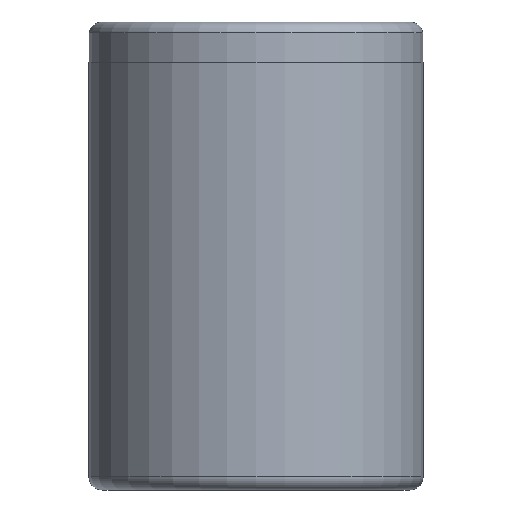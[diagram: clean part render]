
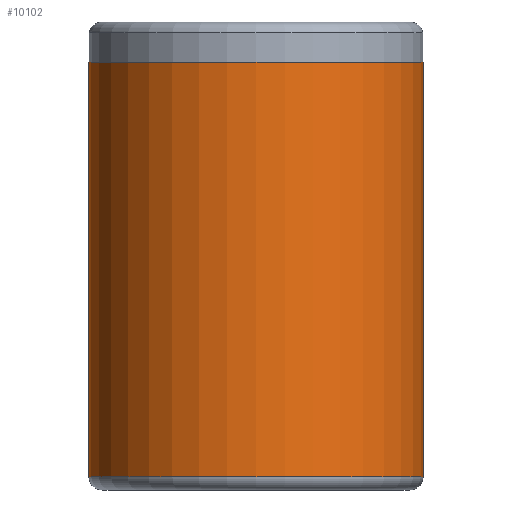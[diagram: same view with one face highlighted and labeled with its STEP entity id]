
A CAD part, front view. The second image highlights one B-rep face of the part: STEP entity #10102.
In plain terms, the highlighted cylindrical face has radius 12.5 mm (diameter 25 mm), a partial arc.
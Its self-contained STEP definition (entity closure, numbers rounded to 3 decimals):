
#352 = ORIENTED_EDGE ( 'NONE', *, *, #3130, .T. ) ;
#733 = VERTEX_POINT ( 'NONE', #6544 ) ;
#1089 = VECTOR ( 'NONE', #1223, 1000. ) ;
#1223 = DIRECTION ( 'NONE',  ( 0., 0., -1. ) ) ;
#1246 = ORIENTED_EDGE ( 'NONE', *, *, #4501, .F. ) ;
#1440 = EDGE_CURVE ( 'NONE', #4598, #733, #3654, .T. ) ;
#1590 = AXIS2_PLACEMENT_3D ( 'NONE', #3050, #9869, #4017 ) ;
#1951 = EDGE_LOOP ( 'NONE', ( #1246, #11119, #11172, #352 ) ) ;
#2216 = CARTESIAN_POINT ( 'NONE',  ( 12.5, 0., 1. ) ) ;
#2250 = DIRECTION ( 'NONE',  ( 0., 0., -1. ) ) ;
#2289 = VERTEX_POINT ( 'NONE', #2216 ) ;
#2563 = VECTOR ( 'NONE', #2250, 1000. ) ;
#3050 = CARTESIAN_POINT ( 'NONE',  ( 0., 0., 1. ) ) ;
#3130 = EDGE_CURVE ( 'NONE', #733, #2289, #4246, .T. ) ;
#3141 = CARTESIAN_POINT ( 'NONE',  ( 0., 0., 32. ) ) ;
#3654 = LINE ( 'NONE', #8004, #1089 ) ;
#3904 = CIRCLE ( 'NONE', #4620, 12.5 ) ;
#4017 = DIRECTION ( 'NONE',  ( 1., 0., 0. ) ) ;
#4126 = DIRECTION ( 'NONE',  ( 1., 0., 0. ) ) ;
#4144 = CARTESIAN_POINT ( 'NONE',  ( 12.5, 0., 35. ) ) ;
#4246 = CIRCLE ( 'NONE', #1590, 12.5 ) ;
#4501 = EDGE_CURVE ( 'NONE', #8580, #2289, #10647, .T. ) ;
#4598 = VERTEX_POINT ( 'NONE', #10670 ) ;
#4620 = AXIS2_PLACEMENT_3D ( 'NONE', #3141, #9971, #4126 ) ;
#5862 = DIRECTION ( 'NONE',  ( 0., 0., -1. ) ) ;
#5940 = DIRECTION ( 'NONE',  ( -1., 0., 0. ) ) ;
#6244 = EDGE_CURVE ( 'NONE', #4598, #8580, #3904, .T. ) ;
#6366 = CYLINDRICAL_SURFACE ( 'NONE', #9372, 12.5 ) ;
#6544 = CARTESIAN_POINT ( 'NONE',  ( -12.5, 0., 1. ) ) ;
#8004 = CARTESIAN_POINT ( 'NONE',  ( -12.5, 0., 35. ) ) ;
#8580 = VERTEX_POINT ( 'NONE', #10637 ) ;
#9372 = AXIS2_PLACEMENT_3D ( 'NONE', #10796, #5862, #5940 ) ;
#9869 = DIRECTION ( 'NONE',  ( 0., 0., 1. ) ) ;
#9971 = DIRECTION ( 'NONE',  ( 0., 0., 1. ) ) ;
#10102 = ADVANCED_FACE ( 'NONE', ( #11564 ), #6366, .T. ) ;
#10637 = CARTESIAN_POINT ( 'NONE',  ( 12.5, 0., 32. ) ) ;
#10647 = LINE ( 'NONE', #4144, #2563 ) ;
#10670 = CARTESIAN_POINT ( 'NONE',  ( -12.5, 0., 32. ) ) ;
#10796 = CARTESIAN_POINT ( 'NONE',  ( 0., 0., 35. ) ) ;
#11119 = ORIENTED_EDGE ( 'NONE', *, *, #6244, .F. ) ;
#11172 = ORIENTED_EDGE ( 'NONE', *, *, #1440, .T. ) ;
#11564 = FACE_OUTER_BOUND ( 'NONE', #1951, .T. ) ;
